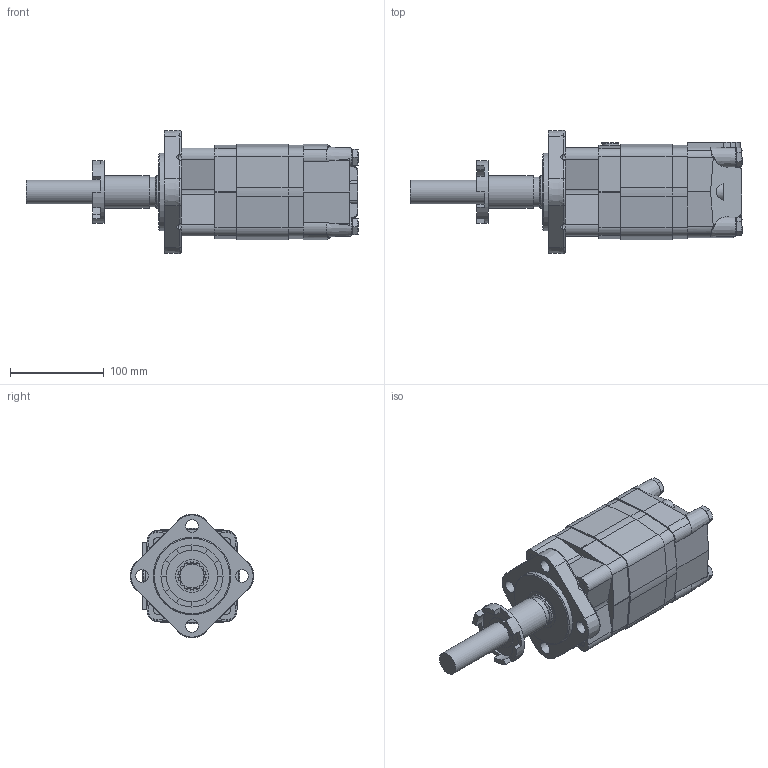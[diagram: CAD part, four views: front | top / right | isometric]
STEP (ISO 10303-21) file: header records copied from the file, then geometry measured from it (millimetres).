
FILE_DESCRIPTION(/* description */ (''),/* implementation_level */ '2;1');
FILE_NAME(/* name */ 'top motor v5.step',/* time_stamp */ '2023-12-15T19:50:26+05:30',/* author */ (''),/* organization */ (''),/* preprocessor_version */ 'ST-DEVELOPER v20',/* originating_system */ 'Autodesk Translation Framework v12.14.0.127',/* authorisation */ '');
FILE_SCHEMA (('AUTOMOTIVE_DESIGN { 1 0 10303 214 3 1 1 }'));
Length unit declared in the file: millimetre
Products named in the file (10): top motor; _MS-MF; _MS-SP; _MS315-D; _MS-VP; _MS-P; _MSSH; HI_Hexagon bolt DIN 931-1 M10x1810; top motor shaft; Component8
Assembly tree (12 placements, depth 2):
  top motor
    _MS-MF
    _MS-SP
    _MS315-D
    _MS-VP
    _MS-P
    HI_Hexagon bolt DIN 931-1 M10x1810  x4
    _MSSH
    top motor shaft
    Component8
Bounding box: 353.2 x 131.3 x 131.3 mm (x, y, z)
Volume: 1966507.3 mm3; surface area: 264559.7 mm2
Topology: 12 solids, 13 shells, 571 faces, 1483 edges, 958 vertices
Faces by surface type: cylinder 237, plane 194, cone 83, torus 57
Full cylindrical faces by diameter (mm): 2.2 x4, 6.647 x1, 8.376 x6, 10 x5, 10.1 x6, 10.2 x4, 10.5 x8, 10.8 x4, 13.5 x4, 16 x4, 16.9 x1, 18 x1, 18.631 x2, 21 x1, 22 x4, 25 x1, 31.75 x1, 35 x4, 35.2 x1, 42 x1, 55 x1, 66 x1, 82.5 x1
Entity records: 17651 total; most frequent: CARTESIAN_POINT 3817, DIRECTION 2918, ORIENTED_EDGE 2702, EDGE_CURVE 1351, AXIS2_PLACEMENT_3D 1175, VERTEX_POINT 883, CIRCLE 611, EDGE_LOOP 586
